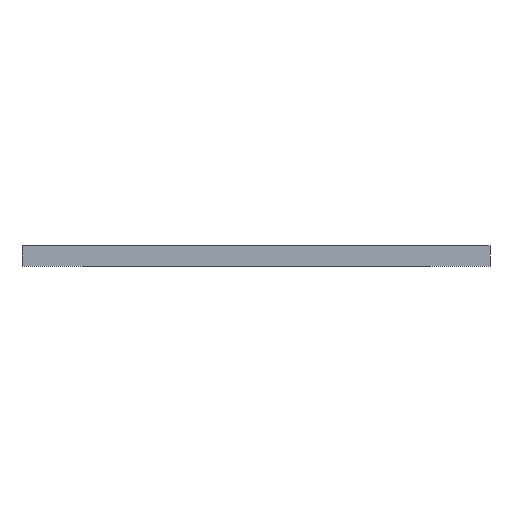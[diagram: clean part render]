
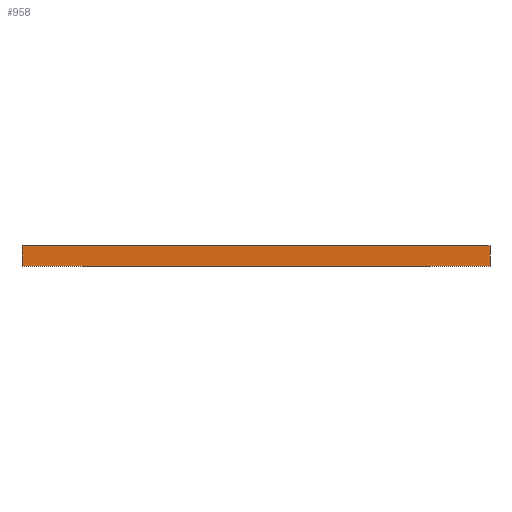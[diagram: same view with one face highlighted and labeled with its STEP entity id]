
A CAD part, front view. The second image highlights one B-rep face of the part: STEP entity #958.
In plain terms, the highlighted planar face has unit normal (0, -1, 0).
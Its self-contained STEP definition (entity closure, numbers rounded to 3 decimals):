
#2 = LINE ( 'NONE', #1565, #1654 ) ;
#52 = DIRECTION ( 'NONE',  ( 0., 1., 0. ) ) ;
#101 = VERTEX_POINT ( 'NONE', #550 ) ;
#167 = EDGE_CURVE ( 'NONE', #552, #365, #542, .T. ) ;
#232 = EDGE_LOOP ( 'NONE', ( #979, #508, #1669, #600 ) ) ;
#276 = FACE_OUTER_BOUND ( 'NONE', #232, .T. ) ;
#277 = EDGE_CURVE ( 'NONE', #101, #365, #1619, .T. ) ;
#281 = CARTESIAN_POINT ( 'NONE',  ( 15., -22.5, 0.65 ) ) ;
#283 = VECTOR ( 'NONE', #1651, 1000. ) ;
#303 = VERTEX_POINT ( 'NONE', #955 ) ;
#365 = VERTEX_POINT ( 'NONE', #1341 ) ;
#472 = DIRECTION ( 'NONE',  ( 1., 0., 0. ) ) ;
#499 = EDGE_CURVE ( 'NONE', #303, #552, #1006, .T. ) ;
#508 = ORIENTED_EDGE ( 'NONE', *, *, #167, .F. ) ;
#542 = LINE ( 'NONE', #281, #1228 ) ;
#550 = CARTESIAN_POINT ( 'NONE',  ( -15., -22.5, -0.65 ) ) ;
#552 = VERTEX_POINT ( 'NONE', #1093 ) ;
#600 = ORIENTED_EDGE ( 'NONE', *, *, #644, .T. ) ;
#644 = EDGE_CURVE ( 'NONE', #303, #101, #2, .T. ) ;
#833 = PLANE ( 'NONE',  #949 ) ;
#838 = CARTESIAN_POINT ( 'NONE',  ( 15., -22.5, 0.65 ) ) ;
#949 = AXIS2_PLACEMENT_3D ( 'NONE', #838, #52, #963 ) ;
#955 = CARTESIAN_POINT ( 'NONE',  ( -15., -22.5, 0.65 ) ) ;
#958 = ADVANCED_FACE ( 'NONE', ( #276 ), #833, .F. ) ;
#963 = DIRECTION ( 'NONE',  ( -1., 0., 0. ) ) ;
#979 = ORIENTED_EDGE ( 'NONE', *, *, #277, .T. ) ;
#1006 = LINE ( 'NONE', #1235, #1528 ) ;
#1093 = CARTESIAN_POINT ( 'NONE',  ( 15., -22.5, 0.65 ) ) ;
#1228 = VECTOR ( 'NONE', #1443, 1000. ) ;
#1235 = CARTESIAN_POINT ( 'NONE',  ( 15., -22.5, 0.65 ) ) ;
#1341 = CARTESIAN_POINT ( 'NONE',  ( 15., -22.5, -0.65 ) ) ;
#1443 = DIRECTION ( 'NONE',  ( 0., 0., -1. ) ) ;
#1480 = CARTESIAN_POINT ( 'NONE',  ( 15., -22.5, -0.65 ) ) ;
#1528 = VECTOR ( 'NONE', #472, 1000. ) ;
#1565 = CARTESIAN_POINT ( 'NONE',  ( -15., -22.5, 0.65 ) ) ;
#1619 = LINE ( 'NONE', #1480, #283 ) ;
#1637 = DIRECTION ( 'NONE',  ( 0., 0., -1. ) ) ;
#1651 = DIRECTION ( 'NONE',  ( 1., 0., 0. ) ) ;
#1654 = VECTOR ( 'NONE', #1637, 1000. ) ;
#1669 = ORIENTED_EDGE ( 'NONE', *, *, #499, .F. ) ;
